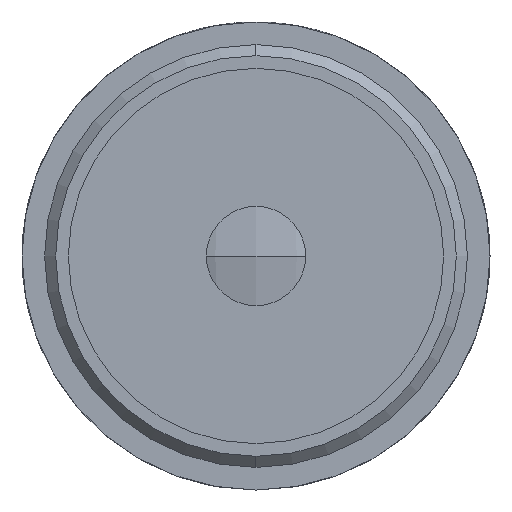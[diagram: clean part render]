
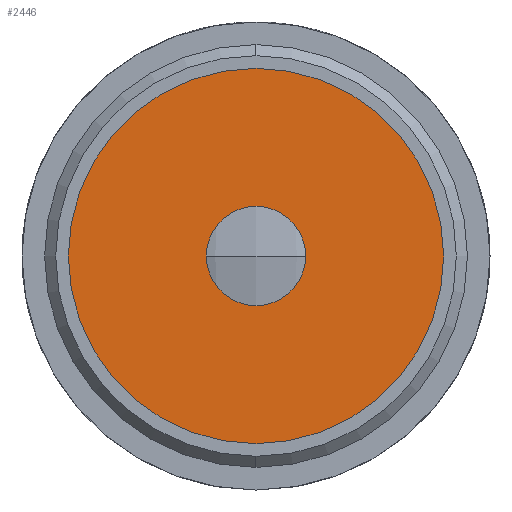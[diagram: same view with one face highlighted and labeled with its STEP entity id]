
A CAD part, left-side view. The second image highlights one B-rep face of the part: STEP entity #2446.
In plain terms, the highlighted planar face has unit normal (-1, 0, 0).
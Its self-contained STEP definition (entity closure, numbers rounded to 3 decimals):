
#17 = EDGE_CURVE ( 'NONE', #3466, #1125, #2584, .T. ) ;
#96 = AXIS2_PLACEMENT_3D ( 'NONE', #3734, #1084, #1900 ) ;
#165 = AXIS2_PLACEMENT_3D ( 'NONE', #2646, #1969, #1182 ) ;
#242 = EDGE_CURVE ( 'NONE', #787, #3535, #2786, .T. ) ;
#389 = ORIENTED_EDGE ( 'NONE', *, *, #242, .F. ) ;
#541 = CARTESIAN_POINT ( 'NONE',  ( -49.2, 0., 0. ) ) ;
#555 = CARTESIAN_POINT ( 'NONE',  ( -49.2, 0., 4.5 ) ) ;
#561 = EDGE_LOOP ( 'NONE', ( #805, #956 ) ) ;
#703 = DIRECTION ( 'NONE',  ( 0., 0., -1. ) ) ;
#719 = FACE_OUTER_BOUND ( 'NONE', #3574, .T. ) ;
#787 = VERTEX_POINT ( 'NONE', #905 ) ;
#805 = ORIENTED_EDGE ( 'NONE', *, *, #17, .F. ) ;
#905 = CARTESIAN_POINT ( 'NONE',  ( -49.2, 0., -17. ) ) ;
#914 = AXIS2_PLACEMENT_3D ( 'NONE', #541, #3178, #1714 ) ;
#956 = ORIENTED_EDGE ( 'NONE', *, *, #1839, .F. ) ;
#984 = DIRECTION ( 'NONE',  ( 1., 0., 0. ) ) ;
#1025 = CARTESIAN_POINT ( 'NONE',  ( -49.2, 0., 17. ) ) ;
#1084 = DIRECTION ( 'NONE',  ( 1., 0., 0. ) ) ;
#1092 = CARTESIAN_POINT ( 'NONE',  ( -49.2, 0., -4.5 ) ) ;
#1125 = VERTEX_POINT ( 'NONE', #555 ) ;
#1182 = DIRECTION ( 'NONE',  ( 0., 0., 1. ) ) ;
#1359 = AXIS2_PLACEMENT_3D ( 'NONE', #2135, #3326, #1846 ) ;
#1714 = DIRECTION ( 'NONE',  ( 0., 0., 1. ) ) ;
#1839 = EDGE_CURVE ( 'NONE', #1125, #3466, #3030, .T. ) ;
#1846 = DIRECTION ( 'NONE',  ( 0., 0., 1. ) ) ;
#1900 = DIRECTION ( 'NONE',  ( 0., 0., -1. ) ) ;
#1901 = PLANE ( 'NONE',  #1359 ) ;
#1969 = DIRECTION ( 'NONE',  ( -1., 0., 0. ) ) ;
#2135 = CARTESIAN_POINT ( 'NONE',  ( -49.2, 17., 0. ) ) ;
#2446 = ADVANCED_FACE ( 'NONE', ( #2822, #719 ), #1901, .T. ) ;
#2584 = CIRCLE ( 'NONE', #914, 4.5 ) ;
#2646 = CARTESIAN_POINT ( 'NONE',  ( -49.2, 0., 0. ) ) ;
#2650 = AXIS2_PLACEMENT_3D ( 'NONE', #3370, #984, #703 ) ;
#2768 = CIRCLE ( 'NONE', #96, 17. ) ;
#2786 = CIRCLE ( 'NONE', #2650, 17. ) ;
#2787 = EDGE_CURVE ( 'NONE', #3535, #787, #2768, .T. ) ;
#2822 = FACE_BOUND ( 'NONE', #561, .T. ) ;
#3030 = CIRCLE ( 'NONE', #165, 4.5 ) ;
#3178 = DIRECTION ( 'NONE',  ( -1., 0., 0. ) ) ;
#3326 = DIRECTION ( 'NONE',  ( -1., 0., 0. ) ) ;
#3370 = CARTESIAN_POINT ( 'NONE',  ( -49.2, 0., 0. ) ) ;
#3466 = VERTEX_POINT ( 'NONE', #1092 ) ;
#3505 = ORIENTED_EDGE ( 'NONE', *, *, #2787, .F. ) ;
#3535 = VERTEX_POINT ( 'NONE', #1025 ) ;
#3574 = EDGE_LOOP ( 'NONE', ( #389, #3505 ) ) ;
#3734 = CARTESIAN_POINT ( 'NONE',  ( -49.2, 0., 0. ) ) ;
